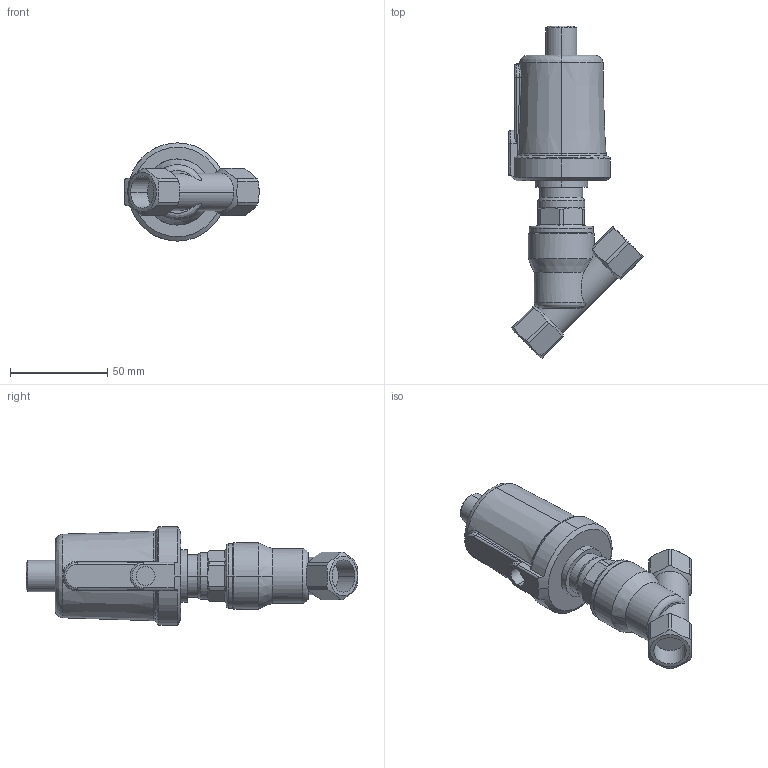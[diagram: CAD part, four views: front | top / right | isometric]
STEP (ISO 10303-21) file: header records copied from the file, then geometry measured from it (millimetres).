
FILE_DESCRIPTION (( 'STEP AP214' ), '1' );
FILE_NAME ('700 DN10 40.STEP', '2018-06-15T11:09:33', ( '' ), ( '' ), 'SwSTEP 2.0', 'SolidWorks 2015', '' );
FILE_SCHEMA (( 'AUTOMOTIVE_DESIGN' ));
Length unit declared in the file: millimetre
Products named in the file (1): 700 DN10 40
Bounding box: 69.07 x 170.67 x 50.5 mm (x, y, z)
Surface area: 26358.2 mm2 (no closed solid volume)
Topology: 0 solids, 3 shells, 146 faces, 358 edges, 222 vertices
Faces by surface type: cylinder 55, plane 35, bspline 29, cone 27
Entity records: 5968 total; most frequent: CARTESIAN_POINT 2802, ORIENTED_EDGE 710, DIRECTION 581, EDGE_CURVE 358, AXIS2_PLACEMENT_3D 240, VERTEX_POINT 222, EDGE_LOOP 153, ADVANCED_FACE 146
